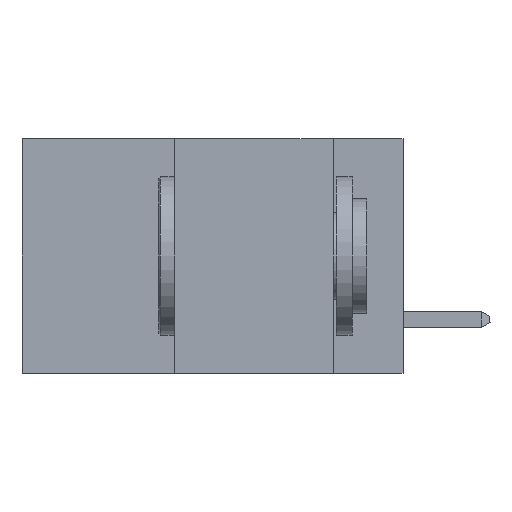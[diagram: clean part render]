
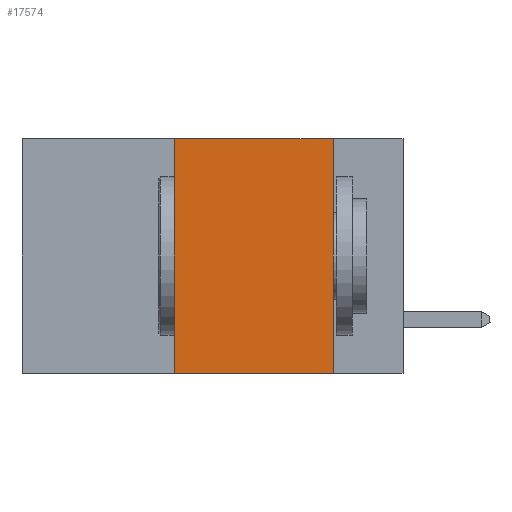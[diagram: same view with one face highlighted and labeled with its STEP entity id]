
A CAD part, left-side view. The second image highlights one B-rep face of the part: STEP entity #17574.
In plain terms, the highlighted planar face has unit normal (-1, 0, 0).
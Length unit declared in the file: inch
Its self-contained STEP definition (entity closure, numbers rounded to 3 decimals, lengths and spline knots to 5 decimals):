
#525 = CARTESIAN_POINT ( 'NONE',  ( 0., 0.36, 0. ) ) ;
#1714 = DIRECTION ( 'NONE',  ( 0., -1., 0. ) ) ;
#1775 = ORIENTED_EDGE ( 'NONE', *, *, #24074, .F. ) ;
#2834 = DIRECTION ( 'NONE',  ( 1., 0., 0. ) ) ;
#3650 = VERTEX_POINT ( 'NONE', #525 ) ;
#4296 = EDGE_LOOP ( 'NONE', ( #1775, #18446, #15676, #14723 ) ) ;
#4819 = VECTOR ( 'NONE', #1714, 39.37008 ) ;
#5784 = LINE ( 'NONE', #16919, #4819 ) ;
#6996 = CARTESIAN_POINT ( 'NONE',  ( 0., 0.11, 0. ) ) ;
#8834 = AXIS2_PLACEMENT_3D ( 'NONE', #20986, #2834, #23960 ) ;
#9641 = VERTEX_POINT ( 'NONE', #14086 ) ;
#10099 = VERTEX_POINT ( 'NONE', #13014 ) ;
#11507 = LINE ( 'NONE', #6996, #12468 ) ;
#12468 = VECTOR ( 'NONE', #36593, 39.37008 ) ;
#13014 = CARTESIAN_POINT ( 'NONE',  ( 0., 0.11, -0.37 ) ) ;
#14086 = CARTESIAN_POINT ( 'NONE',  ( 0., 0.36, -0.37 ) ) ;
#14723 = ORIENTED_EDGE ( 'NONE', *, *, #34572, .T. ) ;
#14901 = VERTEX_POINT ( 'NONE', #28513 ) ;
#15676 = ORIENTED_EDGE ( 'NONE', *, *, #16118, .F. ) ;
#16118 = EDGE_CURVE ( 'NONE', #9641, #3650, #28724, .T. ) ;
#16542 = DIRECTION ( 'NONE',  ( 0., 0., 1. ) ) ;
#16919 = CARTESIAN_POINT ( 'NONE',  ( 0., 0.6, 0. ) ) ;
#17574 = ADVANCED_FACE ( 'NONE', ( #32898 ), #38438, .F. ) ;
#18446 = ORIENTED_EDGE ( 'NONE', *, *, #33957, .F. ) ;
#20986 = CARTESIAN_POINT ( 'NONE',  ( 0., 0.6, 0. ) ) ;
#23960 = DIRECTION ( 'NONE',  ( 0., 0., -1. ) ) ;
#24074 = EDGE_CURVE ( 'NONE', #14901, #10099, #11507, .T. ) ;
#27808 = VECTOR ( 'NONE', #16542, 39.37008 ) ;
#28236 = VECTOR ( 'NONE', #31675, 39.37008 ) ;
#28513 = CARTESIAN_POINT ( 'NONE',  ( 0., 0.11, 0. ) ) ;
#28724 = LINE ( 'NONE', #37060, #27808 ) ;
#31675 = DIRECTION ( 'NONE',  ( 0., -1., 0. ) ) ;
#32898 = FACE_OUTER_BOUND ( 'NONE', #4296, .T. ) ;
#33957 = EDGE_CURVE ( 'NONE', #3650, #14901, #5784, .T. ) ;
#34572 = EDGE_CURVE ( 'NONE', #9641, #10099, #35974, .T. ) ;
#35974 = LINE ( 'NONE', #37390, #28236 ) ;
#36593 = DIRECTION ( 'NONE',  ( 0., 0., -1. ) ) ;
#37060 = CARTESIAN_POINT ( 'NONE',  ( 0., 0.36, 0. ) ) ;
#37390 = CARTESIAN_POINT ( 'NONE',  ( 0., 0.6, -0.37 ) ) ;
#38438 = PLANE ( 'NONE',  #8834 ) ;
